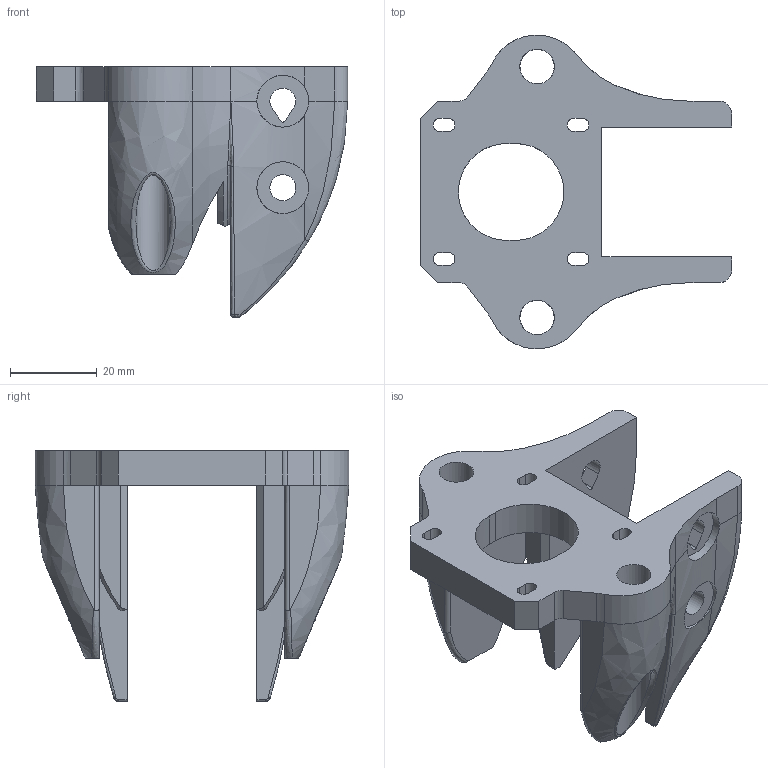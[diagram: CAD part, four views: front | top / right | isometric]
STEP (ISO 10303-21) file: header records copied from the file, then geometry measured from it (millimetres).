
FILE_DESCRIPTION(('FreeCAD Model'),'2;1');
FILE_NAME('BaseToMainBeam.step','2015-08-04T18:25:18',('Author'), (''),'Open CASCADE STEP processor 6.8','FreeCAD','Unknown');
FILE_SCHEMA(('AUTOMOTIVE_DESIGN_CC2 { 1 2 10303 214 -1 1 5 4 }'));
Length unit declared in the file: millimetre
Products named in the file (2): ASSEMBLY; BaseToMainBeam
Assembly tree (1 placements, depth 2):
  ASSEMBLY
    BaseToMainBeam
Bounding box: 72 x 72.53 x 58 mm (x, y, z)
Volume: 41602.7 mm3; surface area: 18846.3 mm2
Topology: 1 solids, 1 shells, 124 faces, 345 edges, 221 vertices
Faces by surface type: plane 48, cylinder 40, bspline 36
Full cylindrical faces by diameter (mm): 6 x2, 8 x2, 12 x4
Entity records: 31107 total; most frequent: CARTESIAN_POINT 25109, DIRECTION 853, ORIENTED_EDGE 686, PCURVE 686, DEFINITIONAL_REPRESENTATION 686, LINE 509, VECTOR 509, EDGE_CURVE 343
